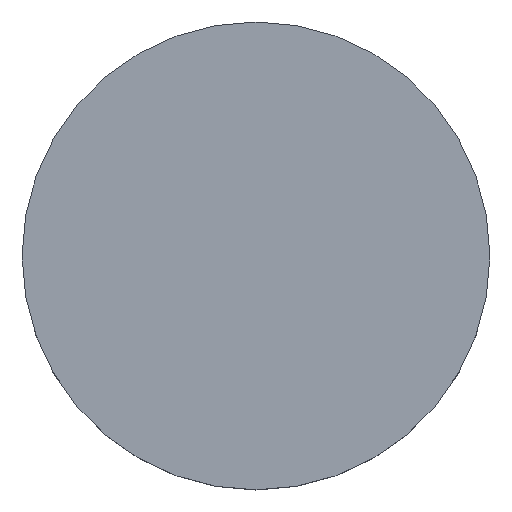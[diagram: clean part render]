
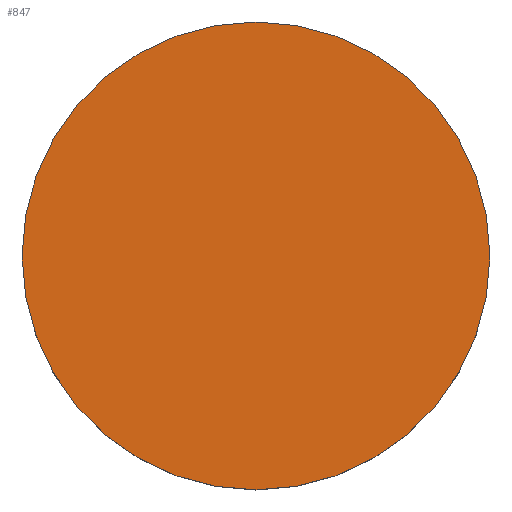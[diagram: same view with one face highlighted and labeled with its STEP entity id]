
A CAD part, top view. The second image highlights one B-rep face of the part: STEP entity #847.
In plain terms, the highlighted planar face has unit normal (0, 0, 1).
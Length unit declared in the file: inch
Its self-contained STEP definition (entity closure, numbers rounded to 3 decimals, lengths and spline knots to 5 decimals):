
#62 = CARTESIAN_POINT ( 'NONE',  ( -0.81689, 0., 0.06299 ) ) ;
#96 = CIRCLE ( 'NONE', #767, 0.81689 ) ;
#144 = CIRCLE ( 'NONE', #1238, 0.81689 ) ;
#146 = EDGE_LOOP ( 'NONE', ( #1043, #945 ) ) ;
#341 = DIRECTION ( 'NONE',  ( 0., 0., 1. ) ) ;
#444 = CARTESIAN_POINT ( 'NONE',  ( 0.81689, 0., 0.06299 ) ) ;
#498 = CARTESIAN_POINT ( 'NONE',  ( 0., 0., 0.06299 ) ) ;
#505 = DIRECTION ( 'NONE',  ( 0., 0., 1. ) ) ;
#593 = PLANE ( 'NONE',  #1284 ) ;
#678 = EDGE_CURVE ( 'NONE', #887, #679, #96, .T. ) ;
#679 = VERTEX_POINT ( 'NONE', #444 ) ;
#684 = CARTESIAN_POINT ( 'NONE',  ( 0., 0., 0.06299 ) ) ;
#722 = CARTESIAN_POINT ( 'NONE',  ( 0.52594, 0., 0.06299 ) ) ;
#767 = AXIS2_PLACEMENT_3D ( 'NONE', #684, #341, #1088 ) ;
#847 = ADVANCED_FACE ( 'NONE', ( #1261 ), #593, .T. ) ;
#874 = EDGE_CURVE ( 'NONE', #679, #887, #144, .T. ) ;
#887 = VERTEX_POINT ( 'NONE', #62 ) ;
#921 = DIRECTION ( 'NONE',  ( 1., 0., 0. ) ) ;
#945 = ORIENTED_EDGE ( 'NONE', *, *, #678, .T. ) ;
#1016 = DIRECTION ( 'NONE',  ( 0., 0., 1. ) ) ;
#1043 = ORIENTED_EDGE ( 'NONE', *, *, #874, .T. ) ;
#1088 = DIRECTION ( 'NONE',  ( 1., 0., 0. ) ) ;
#1134 = DIRECTION ( 'NONE',  ( 1., 0., 0. ) ) ;
#1238 = AXIS2_PLACEMENT_3D ( 'NONE', #498, #1016, #1134 ) ;
#1261 = FACE_OUTER_BOUND ( 'NONE', #146, .T. ) ;
#1284 = AXIS2_PLACEMENT_3D ( 'NONE', #722, #505, #921 ) ;
